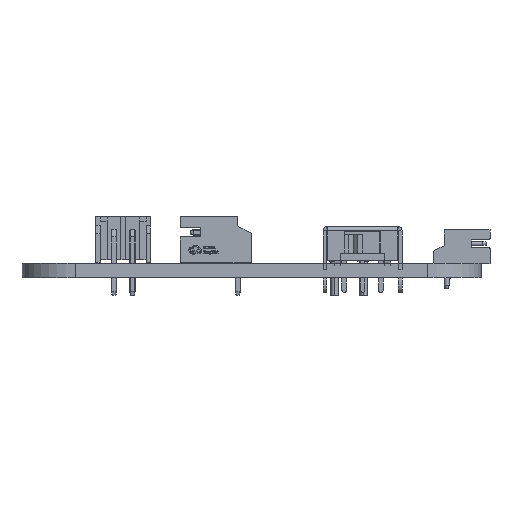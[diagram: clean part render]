
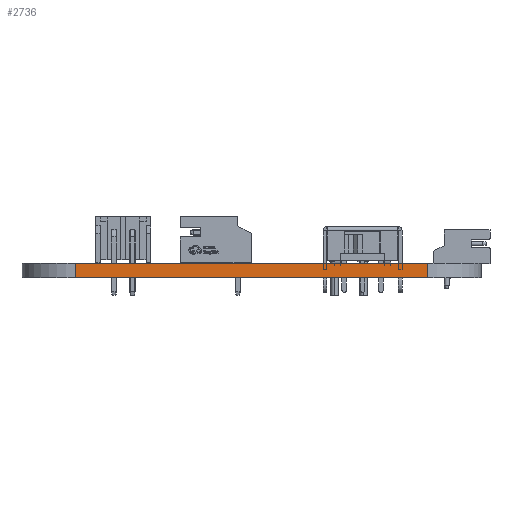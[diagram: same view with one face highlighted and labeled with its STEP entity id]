
A CAD part, front view. The second image highlights one B-rep face of the part: STEP entity #2736.
In plain terms, the highlighted planar face has unit normal (0, -1, 0).
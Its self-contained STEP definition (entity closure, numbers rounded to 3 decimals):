
#173 = VERTEX_POINT('',#174);
#174 = CARTESIAN_POINT('',(57.68,50.956,0.));
#181 = EDGE_CURVE('',#173,#182,#184,.T.);
#182 = VERTEX_POINT('',#183);
#183 = CARTESIAN_POINT('',(19.318,50.956,0.));
#184 = LINE('',#185,#186);
#185 = CARTESIAN_POINT('',(57.68,50.956,0.));
#186 = VECTOR('',#187,1.);
#187 = DIRECTION('',(-1.,0.,0.));
#1428 = VERTEX_POINT('',#1429);
#1429 = CARTESIAN_POINT('',(57.68,50.956,
    1.6));
#1436 = EDGE_CURVE('',#1428,#1437,#1439,.T.);
#1437 = VERTEX_POINT('',#1438);
#1438 = CARTESIAN_POINT('',(19.318,50.956,
    1.6));
#1439 = LINE('',#1440,#1441);
#1440 = CARTESIAN_POINT('',(57.68,50.956,
    1.6));
#1441 = VECTOR('',#1442,1.);
#1442 = DIRECTION('',(-1.,0.,0.));
#2706 = EDGE_CURVE('',#182,#1437,#2707,.T.);
#2707 = LINE('',#2708,#2709);
#2708 = CARTESIAN_POINT('',(19.318,50.956,0.));
#2709 = VECTOR('',#2710,1.);
#2710 = DIRECTION('',(0.,0.,1.));
#2725 = EDGE_CURVE('',#173,#1428,#2726,.T.);
#2726 = LINE('',#2727,#2728);
#2727 = CARTESIAN_POINT('',(57.68,50.956,0.));
#2728 = VECTOR('',#2729,1.);
#2729 = DIRECTION('',(0.,0.,1.));
#2736 = ADVANCED_FACE('',(#2737),#2743,.T.);
#2737 = FACE_BOUND('',#2738,.T.);
#2738 = EDGE_LOOP('',(#2739,#2740,#2741,#2742));
#2739 = ORIENTED_EDGE('',*,*,#2725,.T.);
#2740 = ORIENTED_EDGE('',*,*,#1436,.T.);
#2741 = ORIENTED_EDGE('',*,*,#2706,.F.);
#2742 = ORIENTED_EDGE('',*,*,#181,.F.);
#2743 = PLANE('',#2744);
#2744 = AXIS2_PLACEMENT_3D('',#2745,#2746,#2747);
#2745 = CARTESIAN_POINT('',(57.68,50.956,0.));
#2746 = DIRECTION('',(0.,-1.,0.));
#2747 = DIRECTION('',(-1.,0.,0.));
